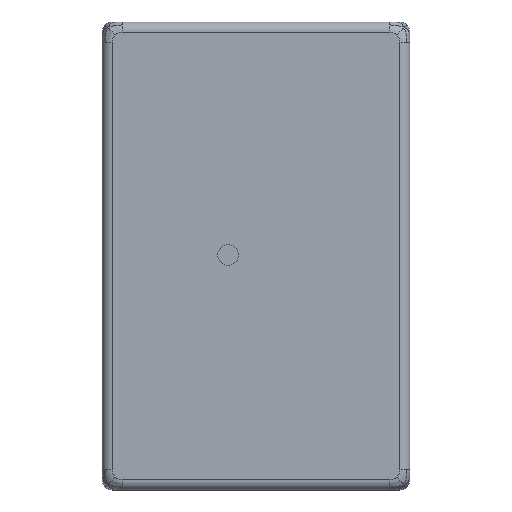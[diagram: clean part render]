
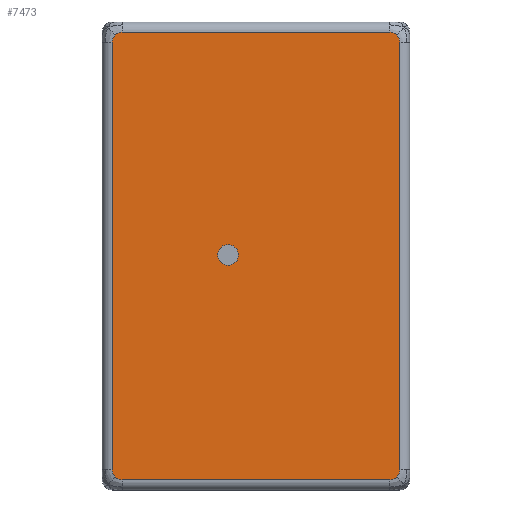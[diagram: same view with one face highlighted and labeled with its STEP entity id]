
A CAD part, left-side view. The second image highlights one B-rep face of the part: STEP entity #7473.
In plain terms, the highlighted planar face has unit normal (-1, 0, 0).
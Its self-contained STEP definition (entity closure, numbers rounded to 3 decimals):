
#92=FACE_BOUND('',#2601,.T.);
#270=PLANE('',#7980);
#840=LINE('',#14649,#1578);
#845=LINE('',#14698,#1583);
#846=LINE('',#14739,#1584);
#851=LINE('',#14749,#1589);
#1578=VECTOR('',#9305,10.);
#1583=VECTOR('',#9320,10.);
#1584=VECTOR('',#9327,10.);
#1589=VECTOR('',#9338,10.);
#2161=FACE_OUTER_BOUND('',#2600,.T.);
#2600=EDGE_LOOP('',(#6497,#6498,#6499,#6500,#6501,#6502,#6503,#6504,#6505,
#6506,#6507,#6508));
#2601=EDGE_LOOP('',(#6509));
#2828=CIRCLE('',#7914,1.5);
#2831=CIRCLE('',#7917,1.5);
#2834=CIRCLE('',#7920,1.5);
#2837=CIRCLE('',#7923,1.5);
#2848=CIRCLE('',#7934,1.5);
#2851=CIRCLE('',#7937,1.5);
#2854=CIRCLE('',#7940,1.5);
#2857=CIRCLE('',#7943,1.5);
#2883=CIRCLE('',#7981,1.556);
#3543=VERTEX_POINT('',#13754);
#3544=VERTEX_POINT('',#13761);
#3546=VERTEX_POINT('',#13807);
#3551=VERTEX_POINT('',#13900);
#3552=VERTEX_POINT('',#13907);
#3554=VERTEX_POINT('',#13953);
#3567=VERTEX_POINT('',#14230);
#3568=VERTEX_POINT('',#14237);
#3570=VERTEX_POINT('',#14283);
#3575=VERTEX_POINT('',#14376);
#3576=VERTEX_POINT('',#14383);
#3578=VERTEX_POINT('',#14429);
#3635=VERTEX_POINT('',#14845);
#4502=EDGE_CURVE('',#3543,#3544,#2828,.T.);
#4506=EDGE_CURVE('',#3546,#3543,#2831,.T.);
#4512=EDGE_CURVE('',#3551,#3552,#2834,.T.);
#4516=EDGE_CURVE('',#3554,#3551,#2837,.T.);
#4534=EDGE_CURVE('',#3567,#3568,#2848,.T.);
#4538=EDGE_CURVE('',#3570,#3567,#2851,.T.);
#4544=EDGE_CURVE('',#3575,#3576,#2854,.T.);
#4548=EDGE_CURVE('',#3578,#3575,#2857,.T.);
#4562=EDGE_CURVE('',#3568,#3578,#840,.T.);
#4570=EDGE_CURVE('',#3576,#3554,#845,.T.);
#4573=EDGE_CURVE('',#3544,#3570,#846,.T.);
#4579=EDGE_CURVE('',#3552,#3546,#851,.T.);
#4627=EDGE_CURVE('',#3635,#3635,#2883,.T.);
#6497=ORIENTED_EDGE('',*,*,#4506,.F.);
#6498=ORIENTED_EDGE('',*,*,#4579,.F.);
#6499=ORIENTED_EDGE('',*,*,#4512,.F.);
#6500=ORIENTED_EDGE('',*,*,#4516,.F.);
#6501=ORIENTED_EDGE('',*,*,#4570,.F.);
#6502=ORIENTED_EDGE('',*,*,#4544,.F.);
#6503=ORIENTED_EDGE('',*,*,#4548,.F.);
#6504=ORIENTED_EDGE('',*,*,#4562,.F.);
#6505=ORIENTED_EDGE('',*,*,#4534,.F.);
#6506=ORIENTED_EDGE('',*,*,#4538,.F.);
#6507=ORIENTED_EDGE('',*,*,#4573,.F.);
#6508=ORIENTED_EDGE('',*,*,#4502,.F.);
#6509=ORIENTED_EDGE('',*,*,#4627,.T.);
#7473=ADVANCED_FACE('',(#2161,#92),#270,.T.);
#7914=AXIS2_PLACEMENT_3D('',#13762,#9223,#9224);
#7917=AXIS2_PLACEMENT_3D('',#13809,#9229,#9230);
#7920=AXIS2_PLACEMENT_3D('',#13908,#9235,#9236);
#7923=AXIS2_PLACEMENT_3D('',#13955,#9241,#9242);
#7934=AXIS2_PLACEMENT_3D('',#14238,#9263,#9264);
#7937=AXIS2_PLACEMENT_3D('',#14285,#9269,#9270);
#7940=AXIS2_PLACEMENT_3D('',#14384,#9275,#9276);
#7943=AXIS2_PLACEMENT_3D('',#14431,#9281,#9282);
#7980=AXIS2_PLACEMENT_3D('',#14844,#9405,#9406);
#7981=AXIS2_PLACEMENT_3D('',#14846,#9407,#9408);
#9223=DIRECTION('center_axis',(1.,0.,0.));
#9224=DIRECTION('ref_axis',(0.,-0.707,0.707));
#9229=DIRECTION('center_axis',(1.,0.,0.));
#9230=DIRECTION('ref_axis',(0.,-0.707,0.707));
#9235=DIRECTION('center_axis',(1.,0.,0.));
#9236=DIRECTION('ref_axis',(0.,0.707,0.707));
#9241=DIRECTION('center_axis',(1.,0.,0.));
#9242=DIRECTION('ref_axis',(0.,0.707,0.707));
#9263=DIRECTION('center_axis',(1.,0.,0.));
#9264=DIRECTION('ref_axis',(0.,-0.707,-0.707));
#9269=DIRECTION('center_axis',(1.,0.,0.));
#9270=DIRECTION('ref_axis',(0.,-0.707,-0.707));
#9275=DIRECTION('center_axis',(1.,0.,0.));
#9276=DIRECTION('ref_axis',(0.,0.707,-0.707));
#9281=DIRECTION('center_axis',(1.,0.,0.));
#9282=DIRECTION('ref_axis',(0.,0.707,-0.707));
#9305=DIRECTION('',(0.,1.,0.));
#9320=DIRECTION('',(0.,0.,1.));
#9327=DIRECTION('',(0.,0.,-1.));
#9338=DIRECTION('',(0.,-1.,0.));
#9405=DIRECTION('center_axis',(-1.,0.,0.));
#9406=DIRECTION('ref_axis',(0.,-1.,0.));
#9407=DIRECTION('center_axis',(1.,0.,0.));
#9408=DIRECTION('ref_axis',(0.,0.,-1.));
#13754=CARTESIAN_POINT('',(0.,1.939,68.061));
#13761=CARTESIAN_POINT('',(0.,1.5,67.));
#13762=CARTESIAN_POINT('Origin',(0.,3.,
67.));
#13807=CARTESIAN_POINT('',(0.,3.,68.5));
#13809=CARTESIAN_POINT('Origin',(0.,3.,
67.));
#13900=CARTESIAN_POINT('',(0.,44.061,68.061));
#13907=CARTESIAN_POINT('',(0.,43.,68.5));
#13908=CARTESIAN_POINT('Origin',(0.,43.,
67.));
#13953=CARTESIAN_POINT('',(0.,44.5,67.));
#13955=CARTESIAN_POINT('Origin',(0.,43.,
67.));
#14230=CARTESIAN_POINT('',(0.,1.939,1.939));
#14237=CARTESIAN_POINT('',(0.,3.,1.5));
#14238=CARTESIAN_POINT('Origin',(0.,3.,
3.));
#14283=CARTESIAN_POINT('',(0.,1.5,3.));
#14285=CARTESIAN_POINT('Origin',(0.,3.,
3.));
#14376=CARTESIAN_POINT('',(0.,44.061,1.939));
#14383=CARTESIAN_POINT('',(0.,44.5,3.));
#14384=CARTESIAN_POINT('Origin',(0.,43.,
3.));
#14429=CARTESIAN_POINT('',(0.,43.,1.5));
#14431=CARTESIAN_POINT('Origin',(0.,43.,
3.));
#14649=CARTESIAN_POINT('',(0.,34.5,1.5));
#14698=CARTESIAN_POINT('',(0.,44.5,0.));
#14739=CARTESIAN_POINT('',(0.,1.5,0.));
#14749=CARTESIAN_POINT('',(0.,34.5,68.5));
#14844=CARTESIAN_POINT('Origin',(0.,46.,0.));
#14845=CARTESIAN_POINT('',(0.,25.619,35.154));
#14846=CARTESIAN_POINT('Origin',(0.,27.175,35.154));
